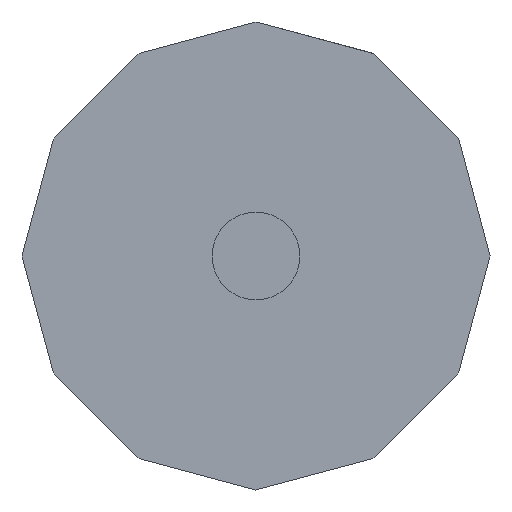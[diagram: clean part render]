
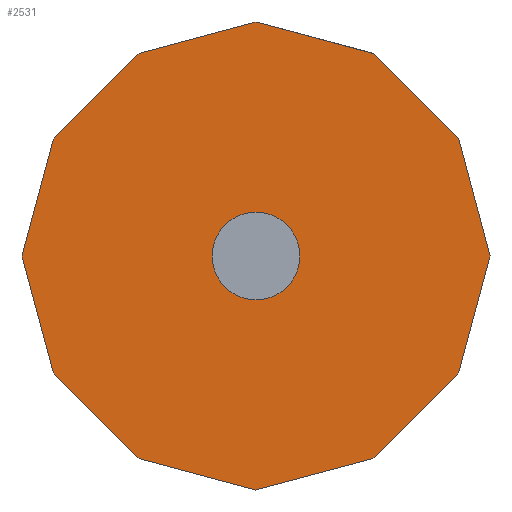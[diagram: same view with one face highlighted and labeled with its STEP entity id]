
A CAD part, front view. The second image highlights one B-rep face of the part: STEP entity #2531.
In plain terms, the highlighted planar face has unit normal (0, -1, 0).
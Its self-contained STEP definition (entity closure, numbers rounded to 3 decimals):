
#39 = DIRECTION ( 'NONE',  ( 0.259, 0., 0.966 ) ) ;
#51 = DIRECTION ( 'NONE',  ( -0.259, 0., 0.966 ) ) ;
#104 = VERTEX_POINT ( 'NONE', #1737 ) ;
#175 = DIRECTION ( 'NONE',  ( -0.707, 0., -0.707 ) ) ;
#204 = CARTESIAN_POINT ( 'NONE',  ( -6., -3., 10.392 ) ) ;
#219 = CARTESIAN_POINT ( 'NONE',  ( 6., -3., -10.392 ) ) ;
#223 = ORIENTED_EDGE ( 'NONE', *, *, #1274, .T. ) ;
#241 = VECTOR ( 'NONE', #1164, 1000. ) ;
#265 = CARTESIAN_POINT ( 'NONE',  ( -10.392, -3., -6. ) ) ;
#273 = CARTESIAN_POINT ( 'NONE',  ( -10.392, -3., 6. ) ) ;
#295 = CARTESIAN_POINT ( 'NONE',  ( 0., -3., 12. ) ) ;
#319 = CARTESIAN_POINT ( 'NONE',  ( 0., -3., 0. ) ) ;
#339 = ORIENTED_EDGE ( 'NONE', *, *, #431, .T. ) ;
#363 = CARTESIAN_POINT ( 'NONE',  ( 12., -3., 0. ) ) ;
#393 = CARTESIAN_POINT ( 'NONE',  ( -12., -3., 0. ) ) ;
#422 = DIRECTION ( 'NONE',  ( 0., -1., 0. ) ) ;
#431 = EDGE_CURVE ( 'NONE', #1317, #506, #874, .T. ) ;
#461 = DIRECTION ( 'NONE',  ( -0.259, 0., -0.966 ) ) ;
#464 = EDGE_CURVE ( 'NONE', #1086, #2595, #485, .T. ) ;
#481 = EDGE_LOOP ( 'NONE', ( #1098, #2004 ) ) ;
#482 = EDGE_CURVE ( 'NONE', #2376, #1692, #2549, .T. ) ;
#485 = LINE ( 'NONE', #1727, #1896 ) ;
#498 = ORIENTED_EDGE ( 'NONE', *, *, #1537, .T. ) ;
#504 = AXIS2_PLACEMENT_3D ( 'NONE', #1637, #1230, #812 ) ;
#505 = LINE ( 'NONE', #901, #873 ) ;
#506 = VERTEX_POINT ( 'NONE', #2174 ) ;
#516 = VERTEX_POINT ( 'NONE', #2626 ) ;
#536 = CARTESIAN_POINT ( 'NONE',  ( 0., -3., 12. ) ) ;
#627 = VERTEX_POINT ( 'NONE', #2653 ) ;
#678 = EDGE_CURVE ( 'NONE', #2595, #516, #766, .T. ) ;
#702 = LINE ( 'NONE', #295, #1761 ) ;
#713 = ORIENTED_EDGE ( 'NONE', *, *, #1777, .T. ) ;
#721 = DIRECTION ( 'NONE',  ( -0.966, 0., -0.259 ) ) ;
#733 = VECTOR ( 'NONE', #2142, 1000. ) ;
#766 = LINE ( 'NONE', #1184, #1289 ) ;
#808 = ORIENTED_EDGE ( 'NONE', *, *, #2378, .T. ) ;
#812 = DIRECTION ( 'NONE',  ( 0., 0., -1. ) ) ;
#862 = CARTESIAN_POINT ( 'NONE',  ( 10.392, -3., 6. ) ) ;
#873 = VECTOR ( 'NONE', #2132, 1000. ) ;
#874 = LINE ( 'NONE', #1541, #733 ) ;
#876 = LINE ( 'NONE', #1067, #1754 ) ;
#901 = CARTESIAN_POINT ( 'NONE',  ( 6., -3., 10.392 ) ) ;
#984 = CIRCLE ( 'NONE', #504, 2.25 ) ;
#1011 = VERTEX_POINT ( 'NONE', #273 ) ;
#1022 = VECTOR ( 'NONE', #461, 1000. ) ;
#1023 = ORIENTED_EDGE ( 'NONE', *, *, #1824, .T. ) ;
#1067 = CARTESIAN_POINT ( 'NONE',  ( 10.392, -3., -6. ) ) ;
#1086 = VERTEX_POINT ( 'NONE', #363 ) ;
#1098 = ORIENTED_EDGE ( 'NONE', *, *, #2460, .F. ) ;
#1122 = VERTEX_POINT ( 'NONE', #1590 ) ;
#1150 = LINE ( 'NONE', #2380, #241 ) ;
#1164 = DIRECTION ( 'NONE',  ( 0.966, 0., -0.259 ) ) ;
#1184 = CARTESIAN_POINT ( 'NONE',  ( 10.392, -3., 6. ) ) ;
#1195 = DIRECTION ( 'NONE',  ( 0., 0., -1. ) ) ;
#1230 = DIRECTION ( 'NONE',  ( 0., -1., 0. ) ) ;
#1274 = EDGE_CURVE ( 'NONE', #1692, #104, #2557, .T. ) ;
#1289 = VECTOR ( 'NONE', #1841, 1000. ) ;
#1317 = VERTEX_POINT ( 'NONE', #393 ) ;
#1362 = VERTEX_POINT ( 'NONE', #1845 ) ;
#1422 = VECTOR ( 'NONE', #175, 1000. ) ;
#1428 = VECTOR ( 'NONE', #2565, 1000. ) ;
#1500 = CARTESIAN_POINT ( 'NONE',  ( -10.392, -3., 6. ) ) ;
#1506 = VECTOR ( 'NONE', #1966, 1000. ) ;
#1532 = CARTESIAN_POINT ( 'NONE',  ( 6., -3., -10.392 ) ) ;
#1537 = EDGE_CURVE ( 'NONE', #516, #2301, #505, .T. ) ;
#1541 = CARTESIAN_POINT ( 'NONE',  ( -12., -3., 0. ) ) ;
#1544 = AXIS2_PLACEMENT_3D ( 'NONE', #1902, #422, #2086 ) ;
#1590 = CARTESIAN_POINT ( 'NONE',  ( -6., -3., -10.392 ) ) ;
#1596 = VECTOR ( 'NONE', #1927, 1000. ) ;
#1637 = CARTESIAN_POINT ( 'NONE',  ( 0., -3., 0. ) ) ;
#1692 = VERTEX_POINT ( 'NONE', #219 ) ;
#1714 = LINE ( 'NONE', #1500, #1022 ) ;
#1727 = CARTESIAN_POINT ( 'NONE',  ( 12., -3., 0. ) ) ;
#1737 = CARTESIAN_POINT ( 'NONE',  ( 10.392, -3., -6. ) ) ;
#1742 = CARTESIAN_POINT ( 'NONE',  ( 0., -3., -12. ) ) ;
#1754 = VECTOR ( 'NONE', #39, 1000. ) ;
#1761 = VECTOR ( 'NONE', #721, 1000. ) ;
#1763 = ORIENTED_EDGE ( 'NONE', *, *, #2172, .T. ) ;
#1777 = EDGE_CURVE ( 'NONE', #104, #1086, #876, .T. ) ;
#1778 = DIRECTION ( 'NONE',  ( 0., -1., 0. ) ) ;
#1811 = LINE ( 'NONE', #2028, #1422 ) ;
#1824 = EDGE_CURVE ( 'NONE', #1011, #1317, #1714, .T. ) ;
#1841 = DIRECTION ( 'NONE',  ( -0.707, 0., 0.707 ) ) ;
#1845 = CARTESIAN_POINT ( 'NONE',  ( 0., -3., -2.25 ) ) ;
#1859 = EDGE_LOOP ( 'NONE', ( #2671, #498, #1763, #808, #1023, #339, #2156, #2497, #1950, #223, #713, #2591 ) ) ;
#1873 = FACE_BOUND ( 'NONE', #481, .T. ) ;
#1896 = VECTOR ( 'NONE', #51, 1000. ) ;
#1900 = EDGE_CURVE ( 'NONE', #1122, #2376, #1150, .T. ) ;
#1902 = CARTESIAN_POINT ( 'NONE',  ( 0., -3., 0. ) ) ;
#1927 = DIRECTION ( 'NONE',  ( 0.707, 0., -0.707 ) ) ;
#1950 = ORIENTED_EDGE ( 'NONE', *, *, #482, .T. ) ;
#1966 = DIRECTION ( 'NONE',  ( 0.707, 0., 0.707 ) ) ;
#2000 = CARTESIAN_POINT ( 'NONE',  ( 0., -3., -12. ) ) ;
#2004 = ORIENTED_EDGE ( 'NONE', *, *, #2042, .F. ) ;
#2028 = CARTESIAN_POINT ( 'NONE',  ( -6., -3., 10.392 ) ) ;
#2042 = EDGE_CURVE ( 'NONE', #627, #1362, #984, .T. ) ;
#2086 = DIRECTION ( 'NONE',  ( 0., 0., -1. ) ) ;
#2132 = DIRECTION ( 'NONE',  ( -0.966, 0., 0.259 ) ) ;
#2142 = DIRECTION ( 'NONE',  ( 0.259, 0., -0.966 ) ) ;
#2150 = EDGE_CURVE ( 'NONE', #506, #1122, #2533, .T. ) ;
#2156 = ORIENTED_EDGE ( 'NONE', *, *, #2150, .T. ) ;
#2172 = EDGE_CURVE ( 'NONE', #2301, #2548, #702, .T. ) ;
#2174 = CARTESIAN_POINT ( 'NONE',  ( -10.392, -3., -6. ) ) ;
#2277 = AXIS2_PLACEMENT_3D ( 'NONE', #319, #1778, #1195 ) ;
#2293 = FACE_OUTER_BOUND ( 'NONE', #1859, .T. ) ;
#2301 = VERTEX_POINT ( 'NONE', #536 ) ;
#2376 = VERTEX_POINT ( 'NONE', #2000 ) ;
#2378 = EDGE_CURVE ( 'NONE', #2548, #1011, #1811, .T. ) ;
#2380 = CARTESIAN_POINT ( 'NONE',  ( -6., -3., -10.392 ) ) ;
#2454 = CIRCLE ( 'NONE', #2277, 2.25 ) ;
#2460 = EDGE_CURVE ( 'NONE', #1362, #627, #2454, .T. ) ;
#2497 = ORIENTED_EDGE ( 'NONE', *, *, #1900, .T. ) ;
#2512 = PLANE ( 'NONE',  #1544 ) ;
#2531 = ADVANCED_FACE ( 'NONE', ( #1873, #2293 ), #2512, .T. ) ;
#2533 = LINE ( 'NONE', #265, #1596 ) ;
#2548 = VERTEX_POINT ( 'NONE', #204 ) ;
#2549 = LINE ( 'NONE', #1742, #1428 ) ;
#2557 = LINE ( 'NONE', #1532, #1506 ) ;
#2565 = DIRECTION ( 'NONE',  ( 0.966, 0., 0.259 ) ) ;
#2591 = ORIENTED_EDGE ( 'NONE', *, *, #464, .T. ) ;
#2595 = VERTEX_POINT ( 'NONE', #862 ) ;
#2626 = CARTESIAN_POINT ( 'NONE',  ( 6., -3., 10.392 ) ) ;
#2653 = CARTESIAN_POINT ( 'NONE',  ( 0., -3., 2.25 ) ) ;
#2671 = ORIENTED_EDGE ( 'NONE', *, *, #678, .T. ) ;
